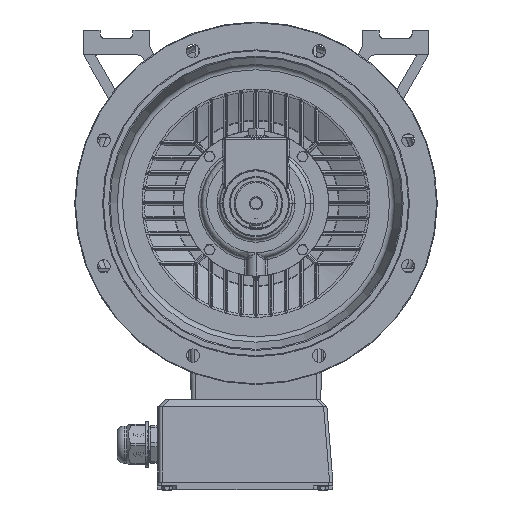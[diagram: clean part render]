
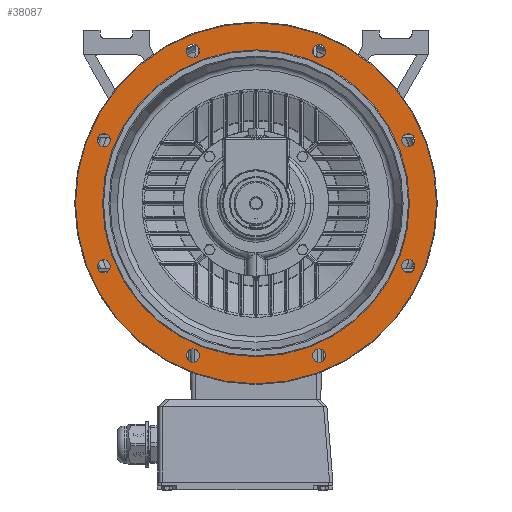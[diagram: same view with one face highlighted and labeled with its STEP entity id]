
A CAD part, left-side view. The second image highlights one B-rep face of the part: STEP entity #38087.
In plain terms, the highlighted planar face has unit normal (-1, 0, 0).
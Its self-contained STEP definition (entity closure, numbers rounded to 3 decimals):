
#10054=PLANE('',#116063);
#38087=ADVANCED_FACE('',(#41189,#41190,#41191,#41192,#41193,#41194,#41195,
#41196,#41197,#41198),#10054,.F.);
#41189=FACE_BOUND('',#48350,.T.);
#41190=FACE_BOUND('',#48351,.T.);
#41191=FACE_BOUND('',#48352,.T.);
#41192=FACE_BOUND('',#48353,.T.);
#41193=FACE_BOUND('',#48354,.T.);
#41194=FACE_BOUND('',#48355,.T.);
#41195=FACE_BOUND('',#48356,.T.);
#41196=FACE_BOUND('',#48357,.T.);
#41197=FACE_BOUND('',#48358,.T.);
#41198=FACE_BOUND('',#48359,.T.);
#48350=EDGE_LOOP('',(#79002));
#48351=EDGE_LOOP('',(#79003,#79004));
#48352=EDGE_LOOP('',(#79005));
#48353=EDGE_LOOP('',(#79006,#79007));
#48354=EDGE_LOOP('',(#79008));
#48355=EDGE_LOOP('',(#79009));
#48356=EDGE_LOOP('',(#79010));
#48357=EDGE_LOOP('',(#79011));
#48358=EDGE_LOOP('',(#79012));
#48359=EDGE_LOOP('',(#79013));
#79002=ORIENTED_EDGE('',*,*,#104729,.F.);
#79003=ORIENTED_EDGE('',*,*,#104731,.F.);
#79004=ORIENTED_EDGE('',*,*,#104734,.T.);
#79005=ORIENTED_EDGE('',*,*,#104741,.F.);
#79006=ORIENTED_EDGE('',*,*,#104742,.F.);
#79007=ORIENTED_EDGE('',*,*,#104743,.F.);
#79008=ORIENTED_EDGE('',*,*,#104744,.F.);
#79009=ORIENTED_EDGE('',*,*,#104745,.F.);
#79010=ORIENTED_EDGE('',*,*,#104746,.F.);
#79011=ORIENTED_EDGE('',*,*,#104747,.F.);
#79012=ORIENTED_EDGE('',*,*,#104748,.F.);
#79013=ORIENTED_EDGE('',*,*,#104749,.F.);
#89351=VERTEX_POINT('',#194689);
#89353=VERTEX_POINT('',#194693);
#89354=VERTEX_POINT('',#194695);
#89359=VERTEX_POINT('',#194719);
#89360=VERTEX_POINT('',#194721);
#89361=VERTEX_POINT('',#194722);
#89362=VERTEX_POINT('',#194725);
#89363=VERTEX_POINT('',#194727);
#89364=VERTEX_POINT('',#194729);
#89365=VERTEX_POINT('',#194731);
#89366=VERTEX_POINT('',#194733);
#89367=VERTEX_POINT('',#194735);
#104729=EDGE_CURVE('',#89351,#89351,#107656,.T.);
#104731=EDGE_CURVE('',#89353,#89354,#107657,.T.);
#104734=EDGE_CURVE('',#89353,#89354,#107659,.T.);
#104741=EDGE_CURVE('',#89359,#89359,#107664,.T.);
#104742=EDGE_CURVE('',#89360,#89361,#107665,.T.);
#104743=EDGE_CURVE('',#89361,#89360,#107666,.T.);
#104744=EDGE_CURVE('',#89362,#89362,#107667,.T.);
#104745=EDGE_CURVE('',#89363,#89363,#107668,.T.);
#104746=EDGE_CURVE('',#89364,#89364,#107669,.T.);
#104747=EDGE_CURVE('',#89365,#89365,#107670,.T.);
#104748=EDGE_CURVE('',#89366,#89366,#107671,.T.);
#104749=EDGE_CURVE('',#89367,#89367,#107672,.T.);
#107656=CIRCLE('',#116039,328.689);
#107657=CIRCLE('',#116041,279.289);
#107659=CIRCLE('',#116044,279.289);
#107664=CIRCLE('',#116054,12.);
#107665=CIRCLE('',#116055,12.);
#107666=CIRCLE('',#116056,12.);
#107667=CIRCLE('',#116057,12.);
#107668=CIRCLE('',#116058,12.);
#107669=CIRCLE('',#116059,12.);
#107670=CIRCLE('',#116060,12.);
#107671=CIRCLE('',#116061,12.);
#107672=CIRCLE('',#116062,12.);
#116039=AXIS2_PLACEMENT_3D('',#194688,#142779,#142780);
#116041=AXIS2_PLACEMENT_3D('',#194694,#142784,#142785);
#116044=AXIS2_PLACEMENT_3D('',#194700,#142791,#142792);
#116054=AXIS2_PLACEMENT_3D('',#194718,#142812,#142813);
#116055=AXIS2_PLACEMENT_3D('',#194720,#142814,#142815);
#116056=AXIS2_PLACEMENT_3D('',#194723,#142816,#142817);
#116057=AXIS2_PLACEMENT_3D('',#194724,#142818,#142819);
#116058=AXIS2_PLACEMENT_3D('',#194726,#142820,#142821);
#116059=AXIS2_PLACEMENT_3D('',#194728,#142822,#142823);
#116060=AXIS2_PLACEMENT_3D('',#194730,#142824,#142825);
#116061=AXIS2_PLACEMENT_3D('',#194732,#142826,#142827);
#116062=AXIS2_PLACEMENT_3D('',#194734,#142828,#142829);
#116063=AXIS2_PLACEMENT_3D('',#194736,#142830,#142831);
#142779=DIRECTION('',(1.,0.,0.));
#142780=DIRECTION('',(0.,0.,-1.));
#142784=DIRECTION('',(-1.,0.,0.));
#142785=DIRECTION('',(0.,0.,-1.));
#142791=DIRECTION('',(1.,0.,0.));
#142792=DIRECTION('',(0.,0.,-1.));
#142812=DIRECTION('',(-1.,0.,0.));
#142813=DIRECTION('',(0.,0.,-1.));
#142814=DIRECTION('',(-1.,0.,0.));
#142815=DIRECTION('',(0.,0.,-1.));
#142816=DIRECTION('',(-1.,0.,0.));
#142817=DIRECTION('',(0.,0.,-1.));
#142818=DIRECTION('',(-1.,0.,0.));
#142819=DIRECTION('',(0.,0.,-1.));
#142820=DIRECTION('',(-1.,0.,0.));
#142821=DIRECTION('',(0.,0.,-1.));
#142822=DIRECTION('',(-1.,0.,0.));
#142823=DIRECTION('',(0.,0.,-1.));
#142824=DIRECTION('',(-1.,0.,0.));
#142825=DIRECTION('',(0.,0.,-1.));
#142826=DIRECTION('',(-1.,0.,0.));
#142827=DIRECTION('',(0.,0.,-1.));
#142828=DIRECTION('',(-1.,0.,0.));
#142829=DIRECTION('',(0.,0.,-1.));
#142830=DIRECTION('',(1.,0.,0.));
#142831=DIRECTION('',(0.,0.,-1.));
#194688=CARTESIAN_POINT('',(-118.583,327.783,-327.783));
#194689=CARTESIAN_POINT('',(-118.583,327.783,-656.472));
#194693=CARTESIAN_POINT('',(-118.583,327.783,-48.494));
#194694=CARTESIAN_POINT('',(-118.583,327.783,-327.783));
#194695=CARTESIAN_POINT('',(-118.583,327.783,-607.072));
#194700=CARTESIAN_POINT('',(-118.583,327.783,-327.783));
#194718=CARTESIAN_POINT('',(-118.583,442.588,-50.619));
#194719=CARTESIAN_POINT('',(-118.583,442.588,-62.619));
#194720=CARTESIAN_POINT('',(-118.583,604.947,-212.978));
#194721=CARTESIAN_POINT('',(-118.583,613.432,-221.463));
#194722=CARTESIAN_POINT('',(-118.583,596.461,-204.492));
#194723=CARTESIAN_POINT('',(-118.583,604.947,-212.978));
#194724=CARTESIAN_POINT('',(-118.583,604.947,-442.588));
#194725=CARTESIAN_POINT('',(-118.583,604.947,-454.588));
#194726=CARTESIAN_POINT('',(-118.583,442.588,-604.947));
#194727=CARTESIAN_POINT('',(-118.583,442.588,-616.947));
#194728=CARTESIAN_POINT('',(-118.583,212.978,-604.947));
#194729=CARTESIAN_POINT('',(-118.583,212.978,-616.947));
#194730=CARTESIAN_POINT('',(-118.583,50.619,-442.588));
#194731=CARTESIAN_POINT('',(-118.583,50.619,-454.588));
#194732=CARTESIAN_POINT('',(-118.583,50.619,-212.978));
#194733=CARTESIAN_POINT('',(-118.583,50.619,-224.978));
#194734=CARTESIAN_POINT('',(-118.583,212.978,-50.619));
#194735=CARTESIAN_POINT('',(-118.583,212.978,-62.619));
#194736=CARTESIAN_POINT('',(-118.583,760.432,-237.783));
